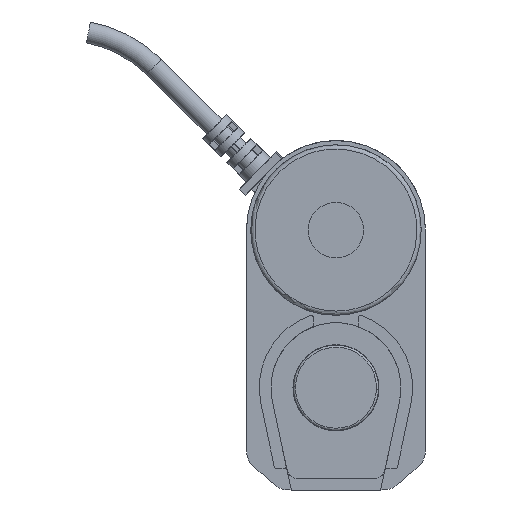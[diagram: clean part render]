
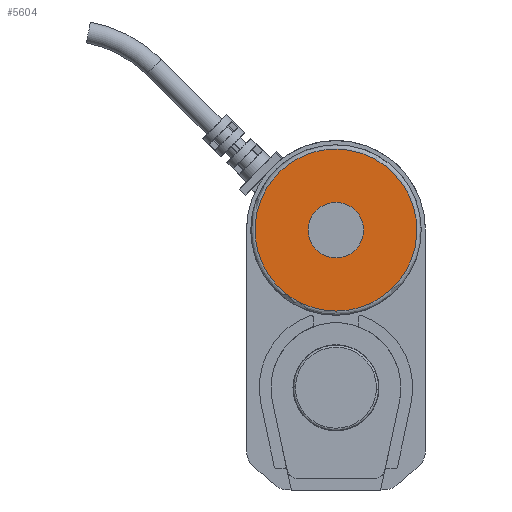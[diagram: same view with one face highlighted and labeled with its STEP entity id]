
A CAD part, front view. The second image highlights one B-rep face of the part: STEP entity #5604.
In plain terms, the highlighted face is planar.
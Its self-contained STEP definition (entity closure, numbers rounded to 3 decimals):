
#18=(
BOUNDED_CURVE()
B_SPLINE_CURVE(3,(#10067,#10068,#10069,#10070),.UNSPECIFIED.,.F.,.F.)
B_SPLINE_CURVE_WITH_KNOTS((4,4),(0.,1.),.UNSPECIFIED.)
CURVE()
GEOMETRIC_REPRESENTATION_ITEM()
RATIONAL_B_SPLINE_CURVE((1.,0.333,0.333,1.))
REPRESENTATION_ITEM('')
);
#19=(
BOUNDED_CURVE()
B_SPLINE_CURVE(3,(#10073,#10074,#10075,#10076),.UNSPECIFIED.,.F.,.F.)
B_SPLINE_CURVE_WITH_KNOTS((4,4),(0.,1.),.UNSPECIFIED.)
CURVE()
GEOMETRIC_REPRESENTATION_ITEM()
RATIONAL_B_SPLINE_CURVE((1.,0.333,0.333,1.))
REPRESENTATION_ITEM('')
);
#1927=ORIENTED_EDGE('',*,*,#3185,.F.);
#1928=ORIENTED_EDGE('',*,*,#3186,.F.);
#1929=ORIENTED_EDGE('',*,*,#3187,.T.);
#3185=EDGE_CURVE('',#3869,#3870,#18,.T.);
#3186=EDGE_CURVE('',#3870,#3869,#19,.T.);
#3187=EDGE_CURVE('',#3871,#3871,#4307,.T.);
#3869=VERTEX_POINT('',#10071);
#3870=VERTEX_POINT('',#10072);
#3871=VERTEX_POINT('',#10078);
#4307=CIRCLE('',#6149,6.5);
#4657=EDGE_LOOP('',(#1927,#1928));
#4658=EDGE_LOOP('',(#1929));
#5056=FACE_BOUND('',#4657,.T.);
#5057=FACE_BOUND('',#4658,.T.);
#5343=PLANE('',#6148);
#5604=ADVANCED_FACE('',(#5056,#5057),#5343,.T.);
#6148=AXIS2_PLACEMENT_3D('',#10066,#7257,#7258);
#6149=AXIS2_PLACEMENT_3D('',#10077,#7259,#7260);
#7257=DIRECTION('',(0.,0.,1.));
#7258=DIRECTION('',(0.,1.,0.));
#7259=DIRECTION('',(0.,0.,-1.));
#7260=DIRECTION('',(1.,0.,0.));
#10066=CARTESIAN_POINT('',(19.766,-19.76,35.5));
#10067=CARTESIAN_POINT('',(0.,-19.,35.5));
#10068=CARTESIAN_POINT('',(-38.,-19.,35.5));
#10069=CARTESIAN_POINT('',(-38.,19.,35.5));
#10070=CARTESIAN_POINT('',(0.,19.,35.5));
#10071=CARTESIAN_POINT('',(0.,-19.,35.5));
#10072=CARTESIAN_POINT('',(0.,19.,35.5));
#10073=CARTESIAN_POINT('',(0.,19.,35.5));
#10074=CARTESIAN_POINT('',(38.,19.,35.5));
#10075=CARTESIAN_POINT('',(38.,-19.,35.5));
#10076=CARTESIAN_POINT('',(0.,-19.,35.5));
#10077=CARTESIAN_POINT('',(0.,0.,35.5));
#10078=CARTESIAN_POINT('',(6.5,0.,35.5));
